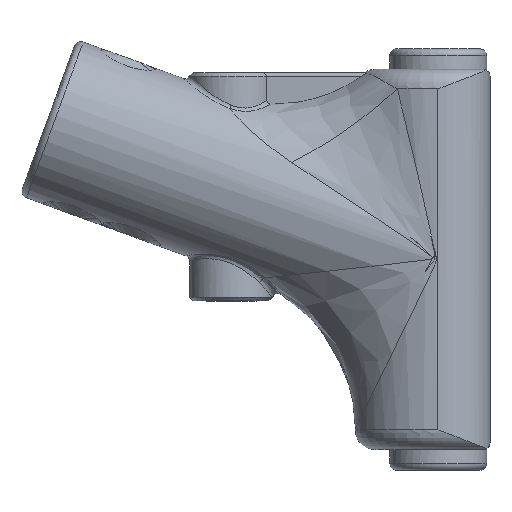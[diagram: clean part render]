
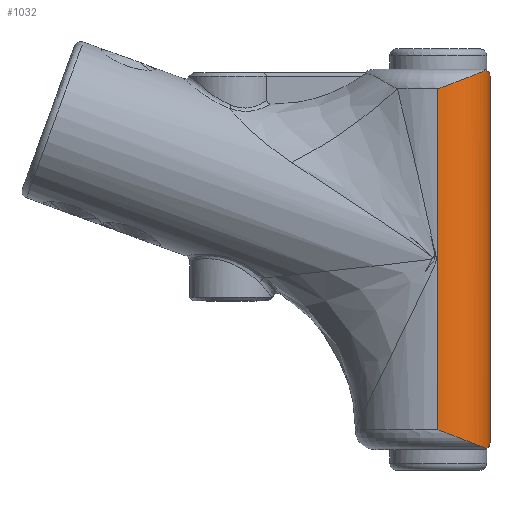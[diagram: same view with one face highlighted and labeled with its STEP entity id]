
A CAD part, top view. The second image highlights one B-rep face of the part: STEP entity #1032.
In plain terms, the highlighted cylindrical face has radius 7.5 mm (diameter 15 mm), a partial arc.
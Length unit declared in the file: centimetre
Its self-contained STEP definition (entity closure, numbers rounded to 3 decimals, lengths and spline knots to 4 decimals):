
#65=B_SPLINE_CURVE_WITH_KNOTS('',3,(#2487,#2488,#2489,#2490,#2491,#2492),
 .UNSPECIFIED.,.F.,.F.,(4,2,4),(0.,0.1941,0.2745),
 .UNSPECIFIED.);
#69=B_SPLINE_CURVE_WITH_KNOTS('',3,(#2535,#2536,#2537,#2538,#2539,#2540,
#2541,#2542,#2543,#2544,#2545,#2546),.UNSPECIFIED.,.F.,.F.,(4,2,2,2,2,4),
(-0.0021,0.,0.2749,0.562,0.8678,
0.9475),.UNSPECIFIED.);
#70=B_SPLINE_CURVE_WITH_KNOTS('',3,(#2550,#2551,#2552,#2553,#2554,#2555,
#2556,#2557,#2558,#2559,#2560,#2561),.UNSPECIFIED.,.F.,.F.,(4,2,2,2,2,4),
(0.1892,0.2683,0.5718,0.8567,1.1295,
1.1316),.UNSPECIFIED.);
#71=B_SPLINE_CURVE_WITH_KNOTS('',3,(#2563,#2564,#2565,#2566,#2567,#2568,
#2569,#2570),.UNSPECIFIED.,.F.,.F.,(4,2,2,4),(0.,0.1043,0.2087,
0.2731),.UNSPECIFIED.);
#100=CYLINDRICAL_SURFACE('',#1112,0.75);
#138=LINE('',#2548,#172);
#139=LINE('',#2571,#173);
#172=VECTOR('',#1284,1.);
#173=VECTOR('',#1285,1.);
#258=FACE_OUTER_BOUND('',#335,.T.);
#335=EDGE_LOOP('',(#811,#812,#813,#814,#815,#816));
#512=VERTEX_POINT('',#2479);
#513=VERTEX_POINT('',#2486);
#518=VERTEX_POINT('',#2534);
#519=VERTEX_POINT('',#2547);
#520=VERTEX_POINT('',#2549);
#521=VERTEX_POINT('',#2562);
#631=EDGE_CURVE('',#513,#512,#65,.T.);
#638=EDGE_CURVE('',#518,#512,#69,.T.);
#639=EDGE_CURVE('',#518,#519,#138,.T.);
#640=EDGE_CURVE('',#519,#520,#70,.F.);
#641=EDGE_CURVE('',#520,#521,#71,.F.);
#642=EDGE_CURVE('',#521,#513,#139,.T.);
#811=ORIENTED_EDGE('',*,*,#631,.T.);
#812=ORIENTED_EDGE('',*,*,#638,.F.);
#813=ORIENTED_EDGE('',*,*,#639,.T.);
#814=ORIENTED_EDGE('',*,*,#640,.T.);
#815=ORIENTED_EDGE('',*,*,#641,.T.);
#816=ORIENTED_EDGE('',*,*,#642,.T.);
#1032=ADVANCED_FACE('',(#258),#100,.T.);
#1112=AXIS2_PLACEMENT_3D('',#2533,#1282,#1283);
#1282=DIRECTION('center_axis',(0.,1.,0.));
#1283=DIRECTION('ref_axis',(0.706,0.,0.709));
#1284=DIRECTION('',(0.,-1.,0.));
#1285=DIRECTION('',(0.,1.,0.));
#2479=CARTESIAN_POINT('',(-1.3522,1.6868,-5.13));
#2486=CARTESIAN_POINT('',(-1.3019,1.6,-5.4));
#2487=CARTESIAN_POINT('Ctrl Pts',(-1.3019,1.6,-5.4));
#2488=CARTESIAN_POINT('Ctrl Pts',(-1.3019,1.6222,-5.3392));
#2489=CARTESIAN_POINT('Ctrl Pts',(-1.3097,1.6465,-5.2733));
#2490=CARTESIAN_POINT('Ctrl Pts',(-1.3337,1.6739,-5.1822));
#2491=CARTESIAN_POINT('Ctrl Pts',(-1.3422,1.6811,-5.1558));
#2492=CARTESIAN_POINT('Ctrl Pts',(-1.3522,1.6868,-5.13));
#2533=CARTESIAN_POINT('Origin',(-2.0519,1.7,-5.4));
#2534=CARTESIAN_POINT('',(-2.055,1.4172,-4.65));
#2535=CARTESIAN_POINT('Ctrl Pts',(-2.055,1.4172,-4.65));
#2536=CARTESIAN_POINT('Ctrl Pts',(-2.0544,1.4174,-4.65));
#2537=CARTESIAN_POINT('Ctrl Pts',(-2.0537,1.4177,-4.65));
#2538=CARTESIAN_POINT('Ctrl Pts',(-1.9673,1.4502,-4.6499));
#2539=CARTESIAN_POINT('Ctrl Pts',(-1.8819,1.4823,-4.6645));
#2540=CARTESIAN_POINT('Ctrl Pts',(-1.7157,1.5453,-4.7235));
#2541=CARTESIAN_POINT('Ctrl Pts',(-1.6362,1.5758,-4.769));
#2542=CARTESIAN_POINT('Ctrl Pts',(-1.492,1.632,-4.8915));
#2543=CARTESIAN_POINT('Ctrl Pts',(-1.4296,1.6569,-4.9695));
#2544=CARTESIAN_POINT('Ctrl Pts',(-1.3722,1.6792,-5.0818));
#2545=CARTESIAN_POINT('Ctrl Pts',(-1.3616,1.6833,-5.1057));
#2546=CARTESIAN_POINT('Ctrl Pts',(-1.3522,1.6868,-5.13));
#2547=CARTESIAN_POINT('',(-2.055,-3.5172,-4.65));
#2548=CARTESIAN_POINT('',(-2.055,1.7,-4.65));
#2549=CARTESIAN_POINT('',(-1.3522,-3.7868,-5.13));
#2550=CARTESIAN_POINT('Ctrl Pts',(-1.3522,-3.7868,-5.13));
#2551=CARTESIAN_POINT('Ctrl Pts',(-1.3616,-3.7833,-5.1057));
#2552=CARTESIAN_POINT('Ctrl Pts',(-1.3722,-3.7792,-5.0818));
#2553=CARTESIAN_POINT('Ctrl Pts',(-1.4296,-3.7569,-4.9695));
#2554=CARTESIAN_POINT('Ctrl Pts',(-1.492,-3.732,-4.8915));
#2555=CARTESIAN_POINT('Ctrl Pts',(-1.6362,-3.6758,-4.769));
#2556=CARTESIAN_POINT('Ctrl Pts',(-1.7157,-3.6453,-4.7235));
#2557=CARTESIAN_POINT('Ctrl Pts',(-1.8819,-3.5823,-4.6645));
#2558=CARTESIAN_POINT('Ctrl Pts',(-1.9673,-3.5502,-4.6499));
#2559=CARTESIAN_POINT('Ctrl Pts',(-2.0537,-3.5177,-4.65));
#2560=CARTESIAN_POINT('Ctrl Pts',(-2.0544,-3.5174,-4.65));
#2561=CARTESIAN_POINT('Ctrl Pts',(-2.055,-3.5172,-4.65));
#2562=CARTESIAN_POINT('',(-1.3019,-3.7,-5.4));
#2563=CARTESIAN_POINT('Ctrl Pts',(-1.3019,-3.7,-5.4));
#2564=CARTESIAN_POINT('Ctrl Pts',(-1.3019,-3.7119,-5.3673));
#2565=CARTESIAN_POINT('Ctrl Pts',(-1.3042,-3.725,-5.3315));
#2566=CARTESIAN_POINT('Ctrl Pts',(-1.3142,-3.7498,-5.2602));
#2567=CARTESIAN_POINT('Ctrl Pts',(-1.3219,-3.7614,-5.2247));
#2568=CARTESIAN_POINT('Ctrl Pts',(-1.3369,-3.7764,-5.1726));
#2569=CARTESIAN_POINT('Ctrl Pts',(-1.3439,-3.782,-5.1513));
#2570=CARTESIAN_POINT('Ctrl Pts',(-1.3522,-3.7868,-5.13));
#2571=CARTESIAN_POINT('',(-1.3019,1.7,-5.4));
